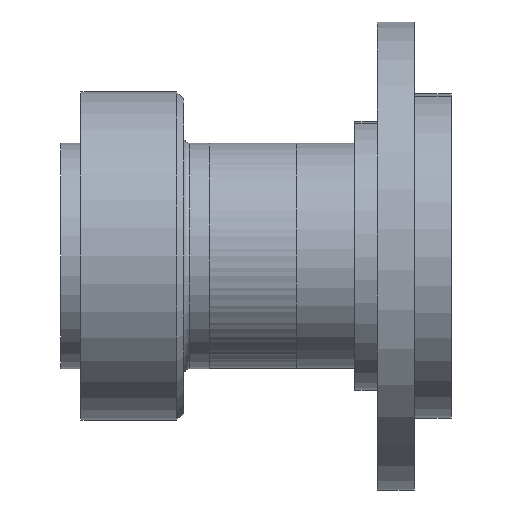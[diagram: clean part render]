
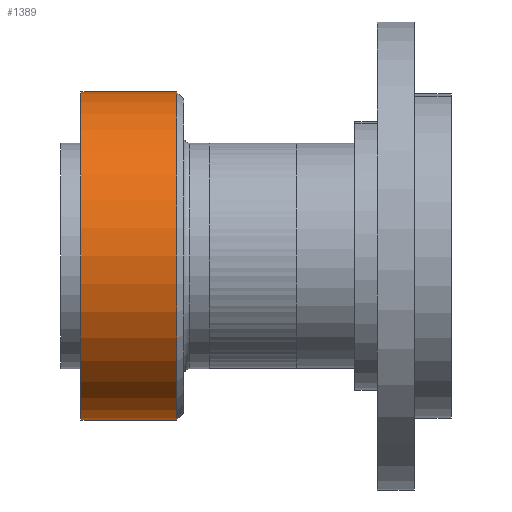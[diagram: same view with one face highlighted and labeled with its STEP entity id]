
A CAD part, front view. The second image highlights one B-rep face of the part: STEP entity #1389.
In plain terms, the highlighted cylindrical face has radius 80.01 mm (diameter 160.02 mm), a partial arc.
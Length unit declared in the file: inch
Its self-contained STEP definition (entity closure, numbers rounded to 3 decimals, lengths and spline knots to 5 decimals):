
#51 = CARTESIAN_POINT ( 'NONE',  ( -1.9427, 0., 0. ) ) ;
#74 = ORIENTED_EDGE ( 'NONE', *, *, #1470, .T. ) ;
#84 = DIRECTION ( 'NONE',  ( 0., 0., 1. ) ) ;
#270 = CARTESIAN_POINT ( 'NONE',  ( -1.9427, 0., 3.15 ) ) ;
#338 = DIRECTION ( 'NONE',  ( -1., 0., 0. ) ) ;
#355 = AXIS2_PLACEMENT_3D ( 'NONE', #1447, #1693, #1581 ) ;
#359 = ORIENTED_EDGE ( 'NONE', *, *, #1659, .F. ) ;
#439 = LINE ( 'NONE', #270, #1527 ) ;
#469 = VERTEX_POINT ( 'NONE', #668 ) ;
#482 = ORIENTED_EDGE ( 'NONE', *, *, #1292, .T. ) ;
#537 = CYLINDRICAL_SURFACE ( 'NONE', #1082, 3.15 ) ;
#584 = FACE_OUTER_BOUND ( 'NONE', #1131, .T. ) ;
#595 = CARTESIAN_POINT ( 'NONE',  ( -1.2427, 0., 3.15 ) ) ;
#602 = LINE ( 'NONE', #681, #1695 ) ;
#617 = DIRECTION ( 'NONE',  ( -1., 0., 0. ) ) ;
#631 = EDGE_CURVE ( 'NONE', #639, #1260, #1638, .T. ) ;
#639 = VERTEX_POINT ( 'NONE', #1176 ) ;
#659 = DIRECTION ( 'NONE',  ( -1., 0., 0. ) ) ;
#668 = CARTESIAN_POINT ( 'NONE',  ( -1.2427, 0., -3.15 ) ) ;
#673 = CIRCLE ( 'NONE', #1134, 3.15 ) ;
#674 = VERTEX_POINT ( 'NONE', #595 ) ;
#681 = CARTESIAN_POINT ( 'NONE',  ( -1.9427, 0., -3.15 ) ) ;
#873 = DIRECTION ( 'NONE',  ( -1., 0., 0. ) ) ;
#1082 = AXIS2_PLACEMENT_3D ( 'NONE', #51, #659, #84 ) ;
#1131 = EDGE_LOOP ( 'NONE', ( #359, #482, #74, #1568 ) ) ;
#1134 = AXIS2_PLACEMENT_3D ( 'NONE', #1782, #617, #1490 ) ;
#1176 = CARTESIAN_POINT ( 'NONE',  ( -3.0827, 0., -3.15 ) ) ;
#1260 = VERTEX_POINT ( 'NONE', #1710 ) ;
#1292 = EDGE_CURVE ( 'NONE', #469, #674, #673, .T. ) ;
#1389 = ADVANCED_FACE ( 'NONE', ( #584 ), #537, .T. ) ;
#1447 = CARTESIAN_POINT ( 'NONE',  ( -3.0827, 0., 0. ) ) ;
#1470 = EDGE_CURVE ( 'NONE', #674, #1260, #439, .T. ) ;
#1490 = DIRECTION ( 'NONE',  ( 0., 0., 1. ) ) ;
#1527 = VECTOR ( 'NONE', #338, 39.37008 ) ;
#1568 = ORIENTED_EDGE ( 'NONE', *, *, #631, .F. ) ;
#1581 = DIRECTION ( 'NONE',  ( 0., 0., 1. ) ) ;
#1638 = CIRCLE ( 'NONE', #355, 3.15 ) ;
#1659 = EDGE_CURVE ( 'NONE', #469, #639, #602, .T. ) ;
#1693 = DIRECTION ( 'NONE',  ( -1., 0., 0. ) ) ;
#1695 = VECTOR ( 'NONE', #873, 39.37008 ) ;
#1710 = CARTESIAN_POINT ( 'NONE',  ( -3.0827, 0., 3.15 ) ) ;
#1782 = CARTESIAN_POINT ( 'NONE',  ( -1.2427, 0., 0. ) ) ;
